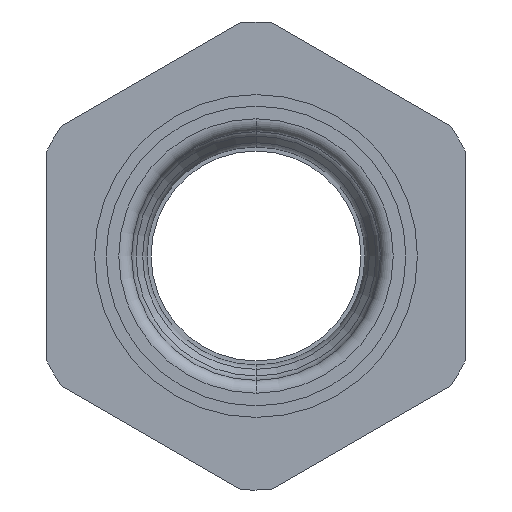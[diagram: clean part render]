
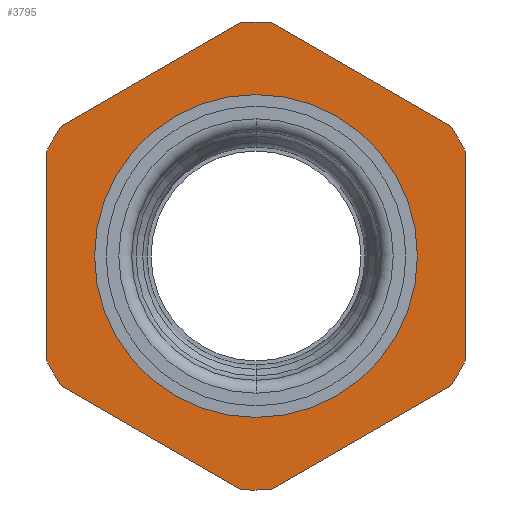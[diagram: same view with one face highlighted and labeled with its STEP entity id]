
A CAD part, front view. The second image highlights one B-rep face of the part: STEP entity #3795.
In plain terms, the highlighted planar face has unit normal (0, -1, 0).
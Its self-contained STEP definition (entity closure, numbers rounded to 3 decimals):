
#25 = VECTOR ( 'NONE', #6852, 1000. ) ;
#43 = DIRECTION ( 'NONE',  ( 0., 1., 0. ) ) ;
#108 = CIRCLE ( 'NONE', #9445, 14.5 ) ;
#208 = CIRCLE ( 'NONE', #768, 14.5 ) ;
#289 = ORIENTED_EDGE ( 'NONE', *, *, #4928, .T. ) ;
#366 = VERTEX_POINT ( 'NONE', #1446 ) ;
#467 = VERTEX_POINT ( 'NONE', #5171 ) ;
#490 = EDGE_CURVE ( 'NONE', #467, #7423, #4748, .T. ) ;
#614 = DIRECTION ( 'NONE',  ( 0., 1., 0. ) ) ;
#620 = DIRECTION ( 'NONE',  ( 0., -1., 0. ) ) ;
#768 = AXIS2_PLACEMENT_3D ( 'NONE', #1433, #846, #1402 ) ;
#846 = DIRECTION ( 'NONE',  ( 0., -1., 0. ) ) ;
#957 = VERTEX_POINT ( 'NONE', #5889 ) ;
#1035 = DIRECTION ( 'NONE',  ( 0., 0., 1. ) ) ;
#1059 = ORIENTED_EDGE ( 'NONE', *, *, #8783, .F. ) ;
#1188 = CARTESIAN_POINT ( 'NONE',  ( 0., -3., 10. ) ) ;
#1271 = CARTESIAN_POINT ( 'NONE',  ( -8.047, -3., 12.062 ) ) ;
#1318 = VERTEX_POINT ( 'NONE', #2282 ) ;
#1402 = DIRECTION ( 'NONE',  ( 0., 0., 1. ) ) ;
#1409 = EDGE_CURVE ( 'NONE', #4405, #2040, #4088, .T. ) ;
#1433 = CARTESIAN_POINT ( 'NONE',  ( 0., -3., 0. ) ) ;
#1446 = CARTESIAN_POINT ( 'NONE',  ( 8.047, -3., 12.062 ) ) ;
#1521 = CARTESIAN_POINT ( 'NONE',  ( 7.506, -3., -13. ) ) ;
#1668 = DIRECTION ( 'NONE',  ( -0.5, 0., 0.866 ) ) ;
#1704 = CIRCLE ( 'NONE', #2405, 14.5 ) ;
#1861 = EDGE_CURVE ( 'NONE', #366, #957, #9560, .T. ) ;
#1968 = ORIENTED_EDGE ( 'NONE', *, *, #3797, .T. ) ;
#2040 = VERTEX_POINT ( 'NONE', #7905 ) ;
#2077 = FACE_BOUND ( 'NONE', #7258, .T. ) ;
#2275 = DIRECTION ( 'NONE',  ( 0., 0., 1. ) ) ;
#2282 = CARTESIAN_POINT ( 'NONE',  ( 14.47, -3., -0.938 ) ) ;
#2402 = LINE ( 'NONE', #6279, #9663 ) ;
#2405 = AXIS2_PLACEMENT_3D ( 'NONE', #6470, #4949, #9453 ) ;
#2450 = EDGE_CURVE ( 'NONE', #4037, #2040, #5493, .T. ) ;
#2456 = LINE ( 'NONE', #6805, #9632 ) ;
#2481 = DIRECTION ( 'NONE',  ( 0., 1., 0. ) ) ;
#2548 = CARTESIAN_POINT ( 'NONE',  ( 0., -3., 0. ) ) ;
#2551 = AXIS2_PLACEMENT_3D ( 'NONE', #7810, #4080, #1035 ) ;
#2769 = LINE ( 'NONE', #8493, #7045 ) ;
#2800 = ORIENTED_EDGE ( 'NONE', *, *, #1409, .F. ) ;
#2876 = CARTESIAN_POINT ( 'NONE',  ( -14.47, -3., -0.938 ) ) ;
#3138 = VECTOR ( 'NONE', #5195, 1000. ) ;
#3149 = DIRECTION ( 'NONE',  ( 0., -1., 0. ) ) ;
#3622 = ORIENTED_EDGE ( 'NONE', *, *, #5276, .T. ) ;
#3648 = ORIENTED_EDGE ( 'NONE', *, *, #9221, .T. ) ;
#3729 = ORIENTED_EDGE ( 'NONE', *, *, #6217, .T. ) ;
#3795 = ADVANCED_FACE ( 'NONE', ( #2077, #7015 ), #4598, .F. ) ;
#3797 = EDGE_CURVE ( 'NONE', #1318, #957, #5292, .T. ) ;
#3919 = VERTEX_POINT ( 'NONE', #8019 ) ;
#4037 = VERTEX_POINT ( 'NONE', #6083 ) ;
#4080 = DIRECTION ( 'NONE',  ( 0., -1., 0. ) ) ;
#4088 = LINE ( 'NONE', #1521, #25 ) ;
#4316 = CARTESIAN_POINT ( 'NONE',  ( 6.423, -3., -13. ) ) ;
#4377 = EDGE_CURVE ( 'NONE', #4037, #7979, #2456, .T. ) ;
#4405 = VERTEX_POINT ( 'NONE', #4316 ) ;
#4571 = CARTESIAN_POINT ( 'NONE',  ( 0., -3., 0. ) ) ;
#4598 = PLANE ( 'NONE',  #9372 ) ;
#4748 = CIRCLE ( 'NONE', #6752, 10. ) ;
#4928 = EDGE_CURVE ( 'NONE', #366, #6923, #108, .T. ) ;
#4949 = DIRECTION ( 'NONE',  ( 0., -1., 0. ) ) ;
#5023 = AXIS2_PLACEMENT_3D ( 'NONE', #2548, #2481, #2275 ) ;
#5063 = EDGE_CURVE ( 'NONE', #3919, #9715, #9568, .T. ) ;
#5171 = CARTESIAN_POINT ( 'NONE',  ( 0., -3., -10. ) ) ;
#5195 = DIRECTION ( 'NONE',  ( 0.5, 0., 0.866 ) ) ;
#5276 = EDGE_CURVE ( 'NONE', #3919, #7979, #7107, .T. ) ;
#5292 = CIRCLE ( 'NONE', #8874, 14.5 ) ;
#5331 = CARTESIAN_POINT ( 'NONE',  ( 0., -3., 0. ) ) ;
#5368 = DIRECTION ( 'NONE',  ( 0., 0., 1. ) ) ;
#5469 = EDGE_CURVE ( 'NONE', #8741, #6923, #2769, .T. ) ;
#5493 = CIRCLE ( 'NONE', #9460, 14.5 ) ;
#5564 = DIRECTION ( 'NONE',  ( 0., -1., 0. ) ) ;
#5862 = DIRECTION ( 'NONE',  ( 0., 0., 1. ) ) ;
#5889 = CARTESIAN_POINT ( 'NONE',  ( 14.47, -3., 0.938 ) ) ;
#6083 = CARTESIAN_POINT ( 'NONE',  ( -8.047, -3., -12.062 ) ) ;
#6085 = DIRECTION ( 'NONE',  ( 0., 0., 1. ) ) ;
#6217 = EDGE_CURVE ( 'NONE', #8741, #9715, #1704, .T. ) ;
#6279 = CARTESIAN_POINT ( 'NONE',  ( 15.011, -3., 0. ) ) ;
#6394 = CARTESIAN_POINT ( 'NONE',  ( -6.423, -3., 13. ) ) ;
#6470 = CARTESIAN_POINT ( 'NONE',  ( 0., -3., 0. ) ) ;
#6535 = EDGE_LOOP ( 'NONE', ( #3729, #7924, #3622, #8918, #6826, #2800, #9571, #1059, #1968, #9189, #289, #8890 ) ) ;
#6752 = AXIS2_PLACEMENT_3D ( 'NONE', #6999, #614, #6085 ) ;
#6805 = CARTESIAN_POINT ( 'NONE',  ( -7.506, -3., -13. ) ) ;
#6826 = ORIENTED_EDGE ( 'NONE', *, *, #2450, .T. ) ;
#6852 = DIRECTION ( 'NONE',  ( -1., 0., 0. ) ) ;
#6923 = VERTEX_POINT ( 'NONE', #7955 ) ;
#6999 = CARTESIAN_POINT ( 'NONE',  ( 0., -3., 0. ) ) ;
#7015 = FACE_OUTER_BOUND ( 'NONE', #6535, .T. ) ;
#7036 = DIRECTION ( 'NONE',  ( -0.5, 0., -0.866 ) ) ;
#7045 = VECTOR ( 'NONE', #7292, 1000. ) ;
#7107 = CIRCLE ( 'NONE', #2551, 14.5 ) ;
#7224 = CIRCLE ( 'NONE', #5023, 10. ) ;
#7232 = CARTESIAN_POINT ( 'NONE',  ( 0., -3., 0. ) ) ;
#7258 = EDGE_LOOP ( 'NONE', ( #3648, #7576 ) ) ;
#7292 = DIRECTION ( 'NONE',  ( 1., 0., 0. ) ) ;
#7423 = VERTEX_POINT ( 'NONE', #1188 ) ;
#7555 = CARTESIAN_POINT ( 'NONE',  ( 7.506, -3., 13. ) ) ;
#7575 = DIRECTION ( 'NONE',  ( 0., 0., 1. ) ) ;
#7576 = ORIENTED_EDGE ( 'NONE', *, *, #490, .T. ) ;
#7610 = CARTESIAN_POINT ( 'NONE',  ( 0., -3., 0. ) ) ;
#7810 = CARTESIAN_POINT ( 'NONE',  ( 0., -3., 0. ) ) ;
#7905 = CARTESIAN_POINT ( 'NONE',  ( -6.423, -3., -13. ) ) ;
#7924 = ORIENTED_EDGE ( 'NONE', *, *, #5063, .F. ) ;
#7955 = CARTESIAN_POINT ( 'NONE',  ( 6.423, -3., 13. ) ) ;
#7979 = VERTEX_POINT ( 'NONE', #2876 ) ;
#8000 = VERTEX_POINT ( 'NONE', #8064 ) ;
#8019 = CARTESIAN_POINT ( 'NONE',  ( -14.47, -3., 0.938 ) ) ;
#8064 = CARTESIAN_POINT ( 'NONE',  ( 8.047, -3., -12.062 ) ) ;
#8365 = DIRECTION ( 'NONE',  ( 0., 0., 1. ) ) ;
#8493 = CARTESIAN_POINT ( 'NONE',  ( -7.506, -3., 13. ) ) ;
#8613 = VECTOR ( 'NONE', #8858, 1000. ) ;
#8741 = VERTEX_POINT ( 'NONE', #6394 ) ;
#8783 = EDGE_CURVE ( 'NONE', #1318, #8000, #2402, .T. ) ;
#8858 = DIRECTION ( 'NONE',  ( 0.5, 0., -0.866 ) ) ;
#8874 = AXIS2_PLACEMENT_3D ( 'NONE', #7610, #3149, #8365 ) ;
#8890 = ORIENTED_EDGE ( 'NONE', *, *, #5469, .F. ) ;
#8918 = ORIENTED_EDGE ( 'NONE', *, *, #4377, .F. ) ;
#9009 = CARTESIAN_POINT ( 'NONE',  ( -15.011, -3., 0. ) ) ;
#9189 = ORIENTED_EDGE ( 'NONE', *, *, #1861, .F. ) ;
#9221 = EDGE_CURVE ( 'NONE', #7423, #467, #7224, .T. ) ;
#9241 = EDGE_CURVE ( 'NONE', #4405, #8000, #208, .T. ) ;
#9372 = AXIS2_PLACEMENT_3D ( 'NONE', #5331, #43, #5368 ) ;
#9445 = AXIS2_PLACEMENT_3D ( 'NONE', #4571, #620, #5862 ) ;
#9453 = DIRECTION ( 'NONE',  ( 0., 0., 1. ) ) ;
#9460 = AXIS2_PLACEMENT_3D ( 'NONE', #7232, #5564, #7575 ) ;
#9560 = LINE ( 'NONE', #7555, #8613 ) ;
#9568 = LINE ( 'NONE', #9009, #3138 ) ;
#9571 = ORIENTED_EDGE ( 'NONE', *, *, #9241, .T. ) ;
#9632 = VECTOR ( 'NONE', #1668, 1000. ) ;
#9663 = VECTOR ( 'NONE', #7036, 1000. ) ;
#9715 = VERTEX_POINT ( 'NONE', #1271 ) ;
